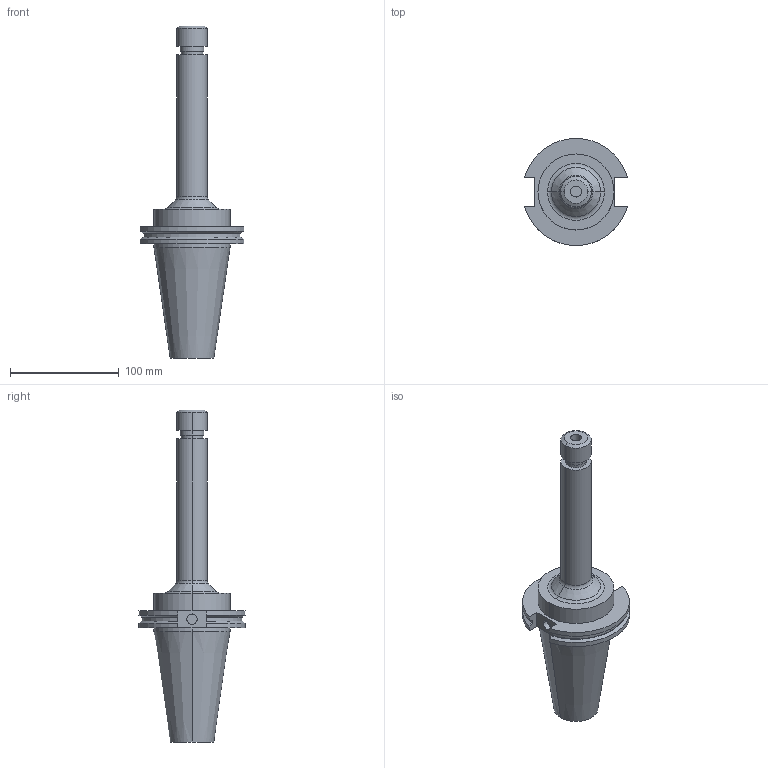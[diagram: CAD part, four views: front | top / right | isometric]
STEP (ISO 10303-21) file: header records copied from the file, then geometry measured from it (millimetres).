
FILE_DESCRIPTION (( 'STEP AP203' ), '1' );
FILE_NAME ('STP-22287.STEP', '2018-09-17T01:59:02', ( 'user' ), ( '' ), 'SwSTEP 2.0', 'SolidWorks 2015', '' );
FILE_SCHEMA (( 'CONFIG_CONTROL_DESIGN' ));
Length unit declared in the file: millimetre
Products named in the file (1): STP-22287
Bounding box: 94.95 x 98.05 x 304.8 mm (x, y, z)
Volume: 497854.1 mm3; surface area: 60913.9 mm2
Topology: 1 solids, 1 shells, 70 faces, 158 edges, 97 vertices
Faces by surface type: cylinder 28, plane 20, cone 18, torus 4
Entity records: 2033 total; most frequent: DIRECTION 366, CARTESIAN_POINT 348, ORIENTED_EDGE 312, EDGE_CURVE 156, AXIS2_PLACEMENT_3D 147, VERTEX_POINT 97, EDGE_LOOP 79, CIRCLE 76
